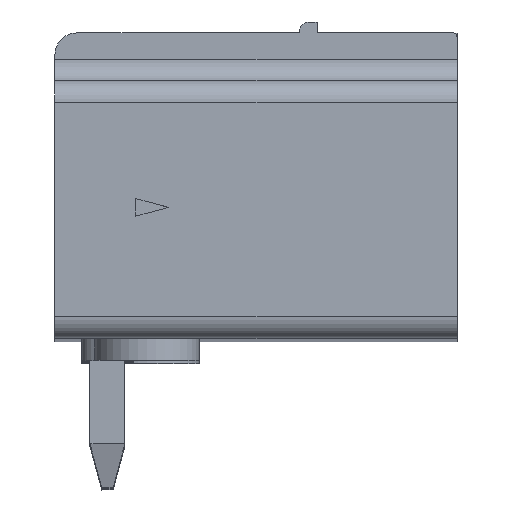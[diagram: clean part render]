
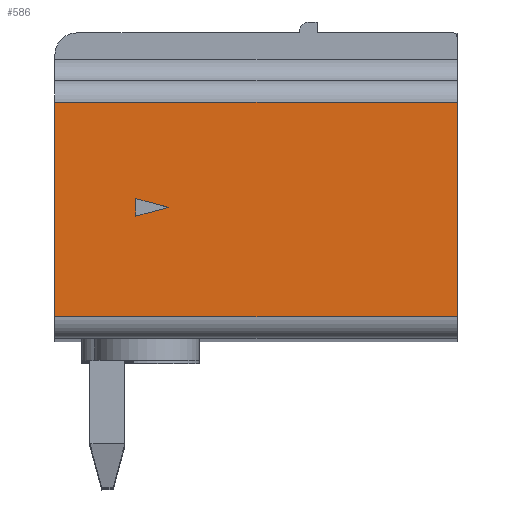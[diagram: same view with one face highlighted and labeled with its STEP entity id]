
A CAD part, top view. The second image highlights one B-rep face of the part: STEP entity #586.
In plain terms, the highlighted planar face has unit normal (0, 0, 1).
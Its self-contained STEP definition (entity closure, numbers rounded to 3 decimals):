
#586=ADVANCED_FACE('',(#2003,#2004),#2005,.T.);
#2003=FACE_OUTER_BOUND('',#3758,.T.);
#2004=FACE_BOUND('',#3759,.T.);
#2005=PLANE('',#3760);
#3758=EDGE_LOOP('',(#8687,#8688,#8689,#8690));
#3759=EDGE_LOOP('',(#8691,#8692,#8693));
#3760=AXIS2_PLACEMENT_3D('',#8694,#8695,#8696);
#8687=ORIENTED_EDGE('',*,*,#11173,.F.);
#8688=ORIENTED_EDGE('',*,*,#12339,.F.);
#8689=ORIENTED_EDGE('',*,*,#12340,.T.);
#8690=ORIENTED_EDGE('',*,*,#12088,.F.);
#8691=ORIENTED_EDGE('',*,*,#11060,.F.);
#8692=ORIENTED_EDGE('',*,*,#11067,.F.);
#8693=ORIENTED_EDGE('',*,*,#11123,.F.);
#8694=CARTESIAN_POINT('',(17.0,21.0,30.9));
#8695=DIRECTION('',(0.0,0.0,1.0));
#8696=DIRECTION('',(1.0,0.0,0.0));
#11060=EDGE_CURVE('',#13157,#13160,#13161,.T.);
#11067=EDGE_CURVE('',#13173,#13157,#13174,.T.);
#11123=EDGE_CURVE('',#13160,#13173,#13275,.T.);
#11173=EDGE_CURVE('',#13365,#13367,#13368,.T.);
#12088=EDGE_CURVE('',#13367,#14857,#14858,.T.);
#12339=EDGE_CURVE('',#15259,#13365,#15260,.T.);
#12340=EDGE_CURVE('',#15259,#14857,#15261,.T.);
#13157=VERTEX_POINT('',#16720);
#13160=VERTEX_POINT('',#16724);
#13161=LINE('',#16725,#16726);
#13173=VERTEX_POINT('',#16742);
#13174=LINE('',#16743,#16744);
#13275=LINE('',#17078,#17079);
#13365=VERTEX_POINT('',#17526);
#13367=VERTEX_POINT('',#17528);
#13368=LINE('',#17529,#17530);
#14857=VERTEX_POINT('',#23287);
#14858=LINE('',#23288,#23289);
#15259=VERTEX_POINT('',#25666);
#15260=LINE('',#25667,#25668);
#15261=LINE('',#25669,#25670);
#16720=CARTESIAN_POINT('',(19.6,24.,30.9));
#16724=CARTESIAN_POINT('',(18.85,24.201,30.9));
#16725=CARTESIAN_POINT('',(17.0,24.697,30.9));
#16726=VECTOR('',#27955,1.0);
#16742=CARTESIAN_POINT('',(18.85,23.799,30.9));
#16743=CARTESIAN_POINT('',(17.0,23.303,30.9));
#16744=VECTOR('',#27966,1.0);
#17078=CARTESIAN_POINT('',(18.85,21.0,30.9));
#17079=VECTOR('',#28029,1.0);
#17526=CARTESIAN_POINT('',(17.0,26.4,30.9));
#17528=CARTESIAN_POINT('',(26.2,26.4,30.9));
#17529=CARTESIAN_POINT('',(17.0,26.4,30.9));
#17530=VECTOR('',#28105,1.0);
#23287=CARTESIAN_POINT('',(26.2,21.5,30.9));
#23288=CARTESIAN_POINT('',(26.2,21.0,30.9));
#23289=VECTOR('',#29263,1.0);
#25666=CARTESIAN_POINT('',(17.0,21.5,30.9));
#25667=CARTESIAN_POINT('',(17.0,21.0,30.9));
#25668=VECTOR('',#29635,1.0);
#25669=CARTESIAN_POINT('',(17.0,21.5,30.9));
#25670=VECTOR('',#29636,1.0);
#27955=DIRECTION('',(-0.966,0.259,0.0));
#27966=DIRECTION('',(0.966,0.259,0.0));
#28029=DIRECTION('',(0.0,-1.0,0.0));
#28105=DIRECTION('',(1.0,0.0,0.0));
#29263=DIRECTION('',(0.0,-1.0,0.0));
#29635=DIRECTION('',(0.0,1.0,0.0));
#29636=DIRECTION('',(1.0,0.,0.0));
